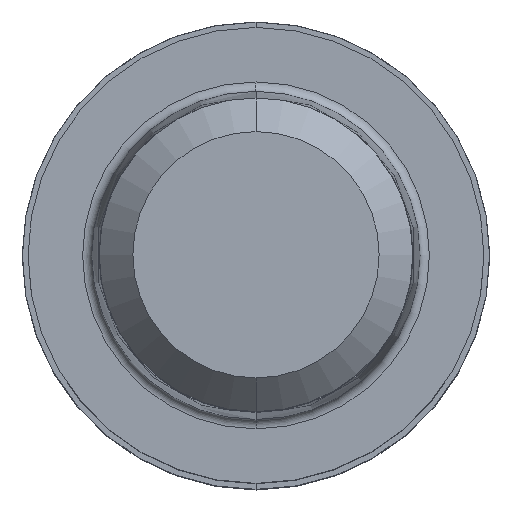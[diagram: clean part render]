
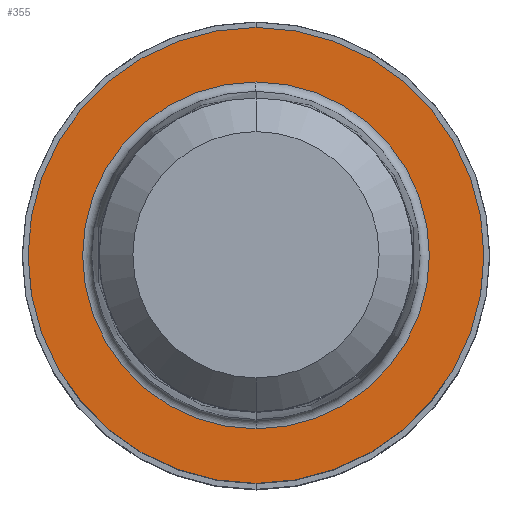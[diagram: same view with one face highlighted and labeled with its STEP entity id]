
A CAD part, top view. The second image highlights one B-rep face of the part: STEP entity #355.
In plain terms, the highlighted planar face has unit normal (0, 0, 1).
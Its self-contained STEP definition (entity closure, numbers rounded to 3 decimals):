
#191=VERTEX_POINT('',#526);
#205=EDGE_CURVE('',#191,#373,#541,.T.);
#267=VERTEX_POINT('',#610);
#297=VERTEX_POINT('',#643);
#339=EDGE_CURVE('',#373,#191,#690,.T.);
#355=ADVANCED_FACE('',(#709,#710),#711,.T.);
#373=VERTEX_POINT('',#729);
#391=EDGE_CURVE('',#267,#297,#748,.T.);
#435=EDGE_CURVE('',#297,#267,#804,.T.);
#526=CARTESIAN_POINT('',(0.,-4.45,0.01));
#541=CIRCLE('',#916,4.45);
#610=CARTESIAN_POINT('',(0.0,5.85,0.01));
#643=CARTESIAN_POINT('',(0.,-5.85,0.01));
#690=CIRCLE('',#1108,4.45);
#709=FACE_OUTER_BOUND('',#1132,.T.);
#710=FACE_BOUND('',#1133,.T.);
#711=PLANE('',#1134);
#729=CARTESIAN_POINT('',(0.0,4.45,0.01));
#748=CIRCLE('',#1186,5.85);
#804=CIRCLE('',#1250,5.85);
#916=AXIS2_PLACEMENT_3D('',#1365,#1366,#1367);
#1108=AXIS2_PLACEMENT_3D('',#1550,#1551,#1552);
#1132=EDGE_LOOP('',(#1583,#1584));
#1133=EDGE_LOOP('',(#1585,#1586));
#1134=AXIS2_PLACEMENT_3D('',#1587,#1588,#1589);
#1186=AXIS2_PLACEMENT_3D('',#1630,#1631,#1632);
#1250=AXIS2_PLACEMENT_3D('',#1722,#1723,#1724);
#1365=CARTESIAN_POINT('',(0.0,0.0,0.01));
#1366=DIRECTION('',(0.0,0.0,-1.0));
#1367=DIRECTION('',(0.0,1.0,0.0));
#1550=CARTESIAN_POINT('',(0.0,0.0,0.01));
#1551=DIRECTION('',(0.0,0.0,-1.0));
#1552=DIRECTION('',(0.0,1.0,0.0));
#1583=ORIENTED_EDGE('',*,*,#391,.F.);
#1584=ORIENTED_EDGE('',*,*,#435,.F.);
#1585=ORIENTED_EDGE('',*,*,#339,.T.);
#1586=ORIENTED_EDGE('',*,*,#205,.T.);
#1587=CARTESIAN_POINT('',(0.0,2.925,0.01));
#1588=DIRECTION('',(-0.0,0.0,1.0));
#1589=DIRECTION('',(0.0,-1.0,0.0));
#1630=CARTESIAN_POINT('',(0.0,0.0,0.01));
#1631=DIRECTION('',(0.0,0.0,-1.0));
#1632=DIRECTION('',(0.0,1.0,0.0));
#1722=CARTESIAN_POINT('',(0.0,0.0,0.01));
#1723=DIRECTION('',(0.0,0.0,-1.0));
#1724=DIRECTION('',(0.0,1.0,0.0));
